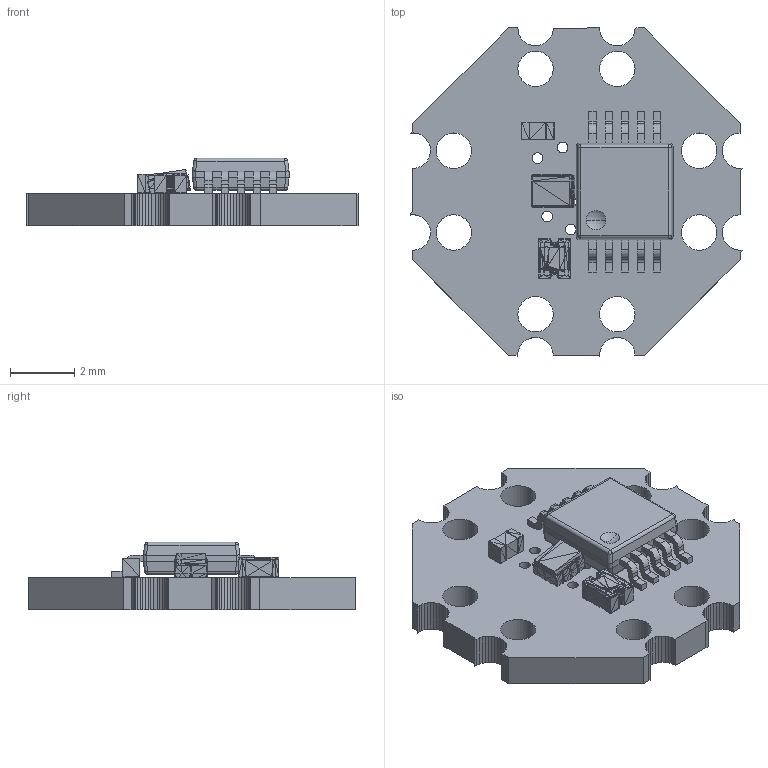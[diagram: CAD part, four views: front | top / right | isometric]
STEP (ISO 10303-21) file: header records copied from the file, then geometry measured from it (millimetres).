
FILE_DESCRIPTION(('for SolidWorks'),'2;1');
FILE_NAME('DRV2605L.step','2016-09-17T21:02:12',('chris'),(''), 'Open CASCADE STEP processor 6.6','Diptrace','Unknown');
FILE_SCHEMA(('AUTOMOTIVE_DESIGN { 1 0 10303 214 1 1 1 1 }'));
Length unit declared in the file: millimetre
Products named in the file (6): PCB; Board; Model_2; cap_0402; capa-4_1x1.37x0.635; rescax-4_1x1x0.65
Assembly tree (5 placements, depth 2):
  PCB
    Board
    Model_2
    cap_0402
    capa-4_1x1.37x0.635
    rescax-4_1x1x0.65
Bounding box: 10.31 x 10.18 x 2.1 mm (x, y, z)
Volume: 73.6 mm3; surface area: 282.9 mm2
Topology: 1 solids, 9 shells, 1315 faces, 2458 edges, 1160 vertices
Faces by surface type: plane 1226, cylinder 79, sphere 10
Full cylindrical faces by diameter (mm): 0.33 x9, 1.1 x8
Entity records: 38282 total; most frequent: DIRECTION 5220, CARTESIAN_POINT 5011, ORIENTED_EDGE 4910, EDGE_CURVE 2458, LINE 2290, VECTOR 2290, AXIS2_PLACEMENT_3D 1465, FACE_BOUND 1350
